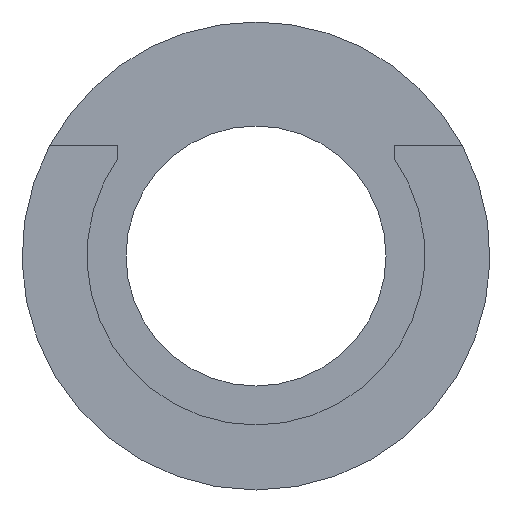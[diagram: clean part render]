
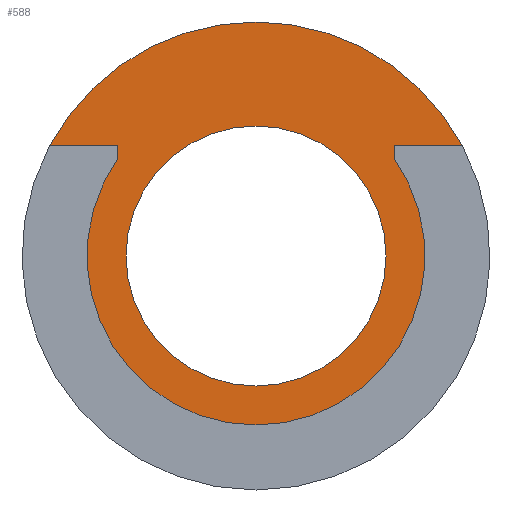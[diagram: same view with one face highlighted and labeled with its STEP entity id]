
A CAD part, front view. The second image highlights one B-rep face of the part: STEP entity #588.
In plain terms, the highlighted planar face has unit normal (0, -1, 0).
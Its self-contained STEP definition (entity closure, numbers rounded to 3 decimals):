
#2 = EDGE_CURVE ( 'NONE', #35, #143, #452, .T. ) ;
#7 = DIRECTION ( 'NONE',  ( 0., -1., 0. ) ) ;
#21 = LINE ( 'NONE', #655, #561 ) ;
#30 = EDGE_CURVE ( 'NONE', #59, #617, #21, .T. ) ;
#34 = CIRCLE ( 'NONE', #674, 1.3 ) ;
#35 = VERTEX_POINT ( 'NONE', #289 ) ;
#37 = EDGE_CURVE ( 'NONE', #249, #160, #174, .T. ) ;
#38 = CARTESIAN_POINT ( 'NONE',  ( 1.062, 4.6, 0. ) ) ;
#56 = CARTESIAN_POINT ( 'NONE',  ( 0., 4.6, 0. ) ) ;
#59 = VERTEX_POINT ( 'NONE', #230 ) ;
#60 = CARTESIAN_POINT ( 'NONE',  ( 0., 4.6, 1. ) ) ;
#61 = EDGE_CURVE ( 'NONE', #384, #35, #34, .T. ) ;
#66 = EDGE_LOOP ( 'NONE', ( #523, #580 ) ) ;
#70 = EDGE_CURVE ( 'NONE', #258, #505, #264, .T. ) ;
#90 = CARTESIAN_POINT ( 'NONE',  ( 1.587, 4.6, 0.85 ) ) ;
#105 = CARTESIAN_POINT ( 'NONE',  ( -1.587, 4.6, 0.85 ) ) ;
#124 = CARTESIAN_POINT ( 'NONE',  ( 0., 4.6, 0.85 ) ) ;
#143 = VERTEX_POINT ( 'NONE', #271 ) ;
#144 = ORIENTED_EDGE ( 'NONE', *, *, #296, .T. ) ;
#147 = DIRECTION ( 'NONE',  ( 0., 1., 0. ) ) ;
#160 = VERTEX_POINT ( 'NONE', #60 ) ;
#174 = CIRCLE ( 'NONE', #498, 1. ) ;
#181 = EDGE_CURVE ( 'NONE', #248, #258, #341, .T. ) ;
#183 = ORIENTED_EDGE ( 'NONE', *, *, #30, .T. ) ;
#186 = FACE_OUTER_BOUND ( 'NONE', #465, .T. ) ;
#195 = CARTESIAN_POINT ( 'NONE',  ( 0., 4.6, 0. ) ) ;
#199 = CARTESIAN_POINT ( 'NONE',  ( -1.062, 4.6, 0. ) ) ;
#205 = AXIS2_PLACEMENT_3D ( 'NONE', #195, #147, #466 ) ;
#206 = CARTESIAN_POINT ( 'NONE',  ( -1.062, 4.6, 0.85 ) ) ;
#207 = LINE ( 'NONE', #38, #369 ) ;
#208 = CARTESIAN_POINT ( 'NONE',  ( 0., 4.6, 1.8 ) ) ;
#214 = DIRECTION ( 'NONE',  ( 0., 0., 1. ) ) ;
#216 = ORIENTED_EDGE ( 'NONE', *, *, #654, .T. ) ;
#227 = DIRECTION ( 'NONE',  ( 0., -1., 0. ) ) ;
#230 = CARTESIAN_POINT ( 'NONE',  ( 1.062, 4.6, 0.85 ) ) ;
#233 = DIRECTION ( 'NONE',  ( 0., 0., 1. ) ) ;
#248 = VERTEX_POINT ( 'NONE', #208 ) ;
#249 = VERTEX_POINT ( 'NONE', #419 ) ;
#258 = VERTEX_POINT ( 'NONE', #105 ) ;
#264 = LINE ( 'NONE', #124, #547 ) ;
#266 = ORIENTED_EDGE ( 'NONE', *, *, #2, .T. ) ;
#270 = AXIS2_PLACEMENT_3D ( 'NONE', #637, #584, #214 ) ;
#271 = CARTESIAN_POINT ( 'NONE',  ( 1.062, 4.6, 0.75 ) ) ;
#282 = CARTESIAN_POINT ( 'NONE',  ( 0., 4.6, 0. ) ) ;
#284 = DIRECTION ( 'NONE',  ( 0., -1., 0. ) ) ;
#289 = CARTESIAN_POINT ( 'NONE',  ( 0., 4.6, -1.3 ) ) ;
#296 = EDGE_CURVE ( 'NONE', #505, #384, #408, .T. ) ;
#311 = DIRECTION ( 'NONE',  ( 0., 0., 1. ) ) ;
#326 = DIRECTION ( 'NONE',  ( 0., 0., 1. ) ) ;
#339 = FACE_BOUND ( 'NONE', #66, .T. ) ;
#340 = CARTESIAN_POINT ( 'NONE',  ( 0., 4.6, 0. ) ) ;
#341 = CIRCLE ( 'NONE', #270, 1.8 ) ;
#361 = CARTESIAN_POINT ( 'NONE',  ( 0., 4.6, 0. ) ) ;
#362 = AXIS2_PLACEMENT_3D ( 'NONE', #502, #7, #326 ) ;
#369 = VECTOR ( 'NONE', #404, 1000. ) ;
#384 = VERTEX_POINT ( 'NONE', #514 ) ;
#404 = DIRECTION ( 'NONE',  ( 0., 0., 1. ) ) ;
#408 = LINE ( 'NONE', #199, #679 ) ;
#419 = CARTESIAN_POINT ( 'NONE',  ( 0., 4.6, -1. ) ) ;
#426 = EDGE_CURVE ( 'NONE', #617, #248, #440, .T. ) ;
#440 = CIRCLE ( 'NONE', #362, 1.8 ) ;
#441 = DIRECTION ( 'NONE',  ( 1., 0., 0. ) ) ;
#443 = ORIENTED_EDGE ( 'NONE', *, *, #426, .T. ) ;
#452 = CIRCLE ( 'NONE', #459, 1.3 ) ;
#459 = AXIS2_PLACEMENT_3D ( 'NONE', #56, #659, #233 ) ;
#465 = EDGE_LOOP ( 'NONE', ( #216, #183, #443, #638, #554, #144, #524, #266 ) ) ;
#466 = DIRECTION ( 'NONE',  ( 0., 0., 1. ) ) ;
#498 = AXIS2_PLACEMENT_3D ( 'NONE', #340, #284, #598 ) ;
#502 = CARTESIAN_POINT ( 'NONE',  ( 0., 4.6, 0. ) ) ;
#505 = VERTEX_POINT ( 'NONE', #206 ) ;
#514 = CARTESIAN_POINT ( 'NONE',  ( -1.062, 4.6, 0.75 ) ) ;
#523 = ORIENTED_EDGE ( 'NONE', *, *, #557, .F. ) ;
#524 = ORIENTED_EDGE ( 'NONE', *, *, #61, .T. ) ;
#544 = DIRECTION ( 'NONE',  ( 0., 0., 1. ) ) ;
#547 = VECTOR ( 'NONE', #441, 1000. ) ;
#554 = ORIENTED_EDGE ( 'NONE', *, *, #70, .T. ) ;
#556 = CIRCLE ( 'NONE', #607, 1. ) ;
#557 = EDGE_CURVE ( 'NONE', #160, #249, #556, .T. ) ;
#561 = VECTOR ( 'NONE', #601, 1000. ) ;
#580 = ORIENTED_EDGE ( 'NONE', *, *, #37, .F. ) ;
#584 = DIRECTION ( 'NONE',  ( 0., -1., 0. ) ) ;
#588 = ADVANCED_FACE ( 'NONE', ( #186, #339 ), #620, .F. ) ;
#598 = DIRECTION ( 'NONE',  ( 0., 0., 1. ) ) ;
#601 = DIRECTION ( 'NONE',  ( 1., 0., 0. ) ) ;
#607 = AXIS2_PLACEMENT_3D ( 'NONE', #361, #678, #311 ) ;
#617 = VERTEX_POINT ( 'NONE', #90 ) ;
#620 = PLANE ( 'NONE',  #205 ) ;
#624 = DIRECTION ( 'NONE',  ( 0., 0., -1. ) ) ;
#637 = CARTESIAN_POINT ( 'NONE',  ( 0., 4.6, 0. ) ) ;
#638 = ORIENTED_EDGE ( 'NONE', *, *, #181, .T. ) ;
#654 = EDGE_CURVE ( 'NONE', #143, #59, #207, .T. ) ;
#655 = CARTESIAN_POINT ( 'NONE',  ( 0., 4.6, 0.85 ) ) ;
#659 = DIRECTION ( 'NONE',  ( 0., -1., 0. ) ) ;
#674 = AXIS2_PLACEMENT_3D ( 'NONE', #282, #227, #544 ) ;
#678 = DIRECTION ( 'NONE',  ( 0., -1., 0. ) ) ;
#679 = VECTOR ( 'NONE', #624, 1000. ) ;
